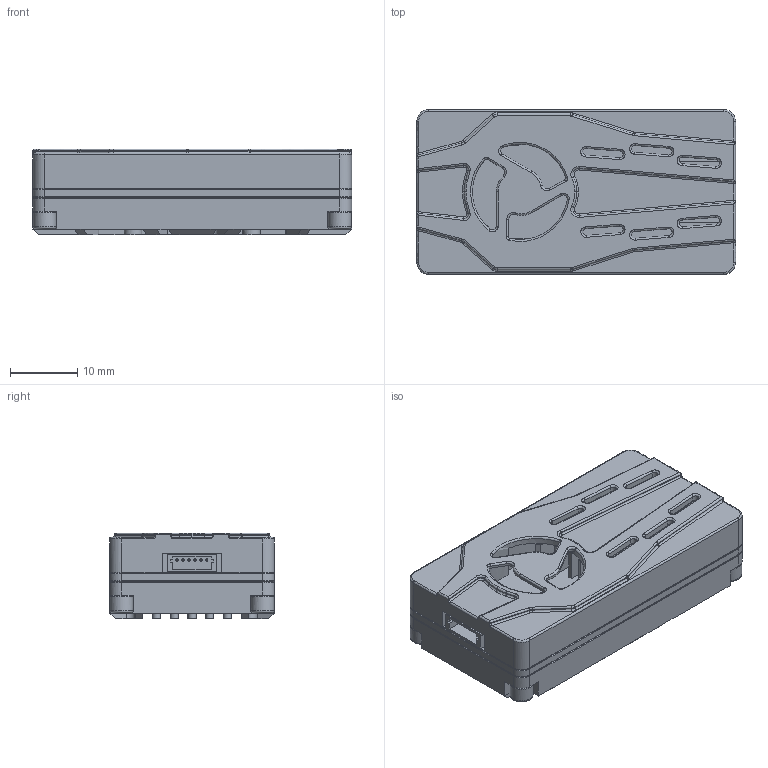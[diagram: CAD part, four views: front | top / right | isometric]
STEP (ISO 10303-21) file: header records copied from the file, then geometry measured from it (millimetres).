
FILE_DESCRIPTION(('FreeCAD Model'),'2;1');
FILE_NAME('Open CASCADE Shape Model','2025-04-26T20:51:05',('FreeCAD'),( 'FreeCAD'),'Open CASCADE STEP processor 7.6','FreeCAD','Unknown');
FILE_SCHEMA(('AUTOMOTIVE_DESIGN { 1 0 10303 214 1 1 1 1 }'));
Length unit declared in the file: millimetre
Products named in the file (1): Open CASCADE STEP translator 7.6 1
Bounding box: 47.45 x 24.47 x 12.76 mm (x, y, z)
Volume: 10948.5 mm3; surface area: 7779.1 mm2
Topology: 1 solids, 1 shells, 743 faces, 1828 edges, 1127 vertices
Faces by surface type: bspline 743
Entity records: 21616 total; most frequent: CARTESIAN_POINT 11143, ORIENTED_EDGE 3656, EDGE_CURVE 1828, B_SPLINE_CURVE_WITH_KNOTS 1153, VERTEX_POINT 1127, FACE_BOUND 803, EDGE_LOOP 803, ADVANCED_FACE 743
